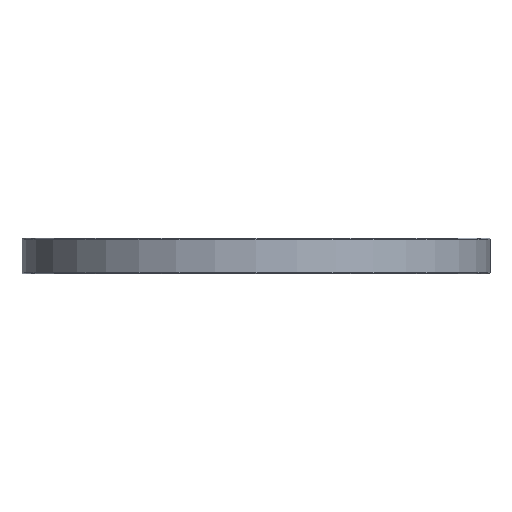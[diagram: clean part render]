
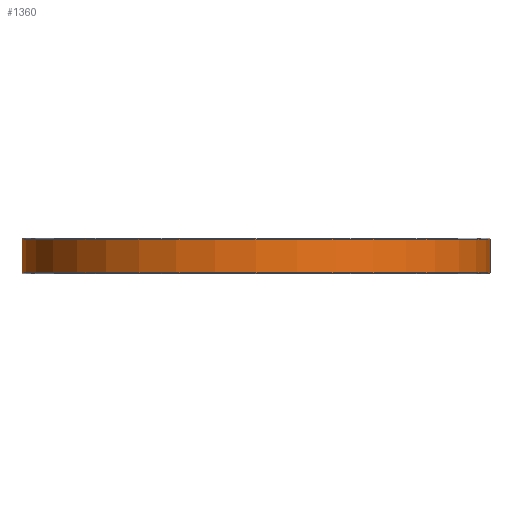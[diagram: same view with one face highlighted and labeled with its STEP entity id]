
A CAD part, front view. The second image highlights one B-rep face of the part: STEP entity #1360.
In plain terms, the highlighted cylindrical face has radius 222.5 mm (diameter 445 mm), a partial arc.
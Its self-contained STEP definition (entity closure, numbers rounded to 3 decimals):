
#57 = CARTESIAN_POINT ( 'NONE',  ( 222.5, 0., 34. ) ) ;
#58 = DIRECTION ( 'NONE',  ( 0., 0., -1. ) ) ;
#221 = DIRECTION ( 'NONE',  ( 1., 0., 0. ) ) ;
#227 = CARTESIAN_POINT ( 'NONE',  ( -222.5, 0., 34. ) ) ;
#288 = CARTESIAN_POINT ( 'NONE',  ( 222.5, 0., 33. ) ) ;
#305 = ORIENTED_EDGE ( 'NONE', *, *, #1138, .F. ) ;
#399 = DIRECTION ( 'NONE',  ( 1., 0., 0. ) ) ;
#469 = CIRCLE ( 'NONE', #1775, 222.5 ) ;
#471 = DIRECTION ( 'NONE',  ( 0., 0., 1. ) ) ;
#582 = CARTESIAN_POINT ( 'NONE',  ( 0., 0., 34. ) ) ;
#589 = EDGE_CURVE ( 'NONE', #1060, #1761, #638, .T. ) ;
#638 = LINE ( 'NONE', #227, #1913 ) ;
#738 = CARTESIAN_POINT ( 'NONE',  ( 222.5, 0., 1. ) ) ;
#864 = EDGE_CURVE ( 'NONE', #1744, #1060, #469, .T. ) ;
#1060 = VERTEX_POINT ( 'NONE', #1459 ) ;
#1063 = LINE ( 'NONE', #57, #2306 ) ;
#1138 = EDGE_CURVE ( 'NONE', #1744, #2460, #1063, .T. ) ;
#1181 = DIRECTION ( 'NONE',  ( 0., 0., -1. ) ) ;
#1191 = DIRECTION ( 'NONE',  ( 0., 0., -1. ) ) ;
#1238 = CIRCLE ( 'NONE', #1447, 222.5 ) ;
#1291 = ORIENTED_EDGE ( 'NONE', *, *, #589, .T. ) ;
#1360 = ADVANCED_FACE ( 'NONE', ( #1415 ), #2168, .T. ) ;
#1386 = ORIENTED_EDGE ( 'NONE', *, *, #2039, .T. ) ;
#1415 = FACE_OUTER_BOUND ( 'NONE', #1526, .T. ) ;
#1447 = AXIS2_PLACEMENT_3D ( 'NONE', #1482, #471, #221 ) ;
#1459 = CARTESIAN_POINT ( 'NONE',  ( -222.5, 0., 33. ) ) ;
#1482 = CARTESIAN_POINT ( 'NONE',  ( 0., 0., 1. ) ) ;
#1526 = EDGE_LOOP ( 'NONE', ( #305, #2321, #1291, #1386 ) ) ;
#1534 = CARTESIAN_POINT ( 'NONE',  ( -222.5, 0., 1. ) ) ;
#1575 = DIRECTION ( 'NONE',  ( -1., 0., 0. ) ) ;
#1744 = VERTEX_POINT ( 'NONE', #288 ) ;
#1761 = VERTEX_POINT ( 'NONE', #1534 ) ;
#1775 = AXIS2_PLACEMENT_3D ( 'NONE', #2591, #1181, #399 ) ;
#1841 = DIRECTION ( 'NONE',  ( 0., 0., -1. ) ) ;
#1913 = VECTOR ( 'NONE', #58, 1000. ) ;
#2039 = EDGE_CURVE ( 'NONE', #1761, #2460, #1238, .T. ) ;
#2168 = CYLINDRICAL_SURFACE ( 'NONE', #2556, 222.5 ) ;
#2306 = VECTOR ( 'NONE', #1841, 1000. ) ;
#2321 = ORIENTED_EDGE ( 'NONE', *, *, #864, .T. ) ;
#2460 = VERTEX_POINT ( 'NONE', #738 ) ;
#2556 = AXIS2_PLACEMENT_3D ( 'NONE', #582, #1191, #1575 ) ;
#2591 = CARTESIAN_POINT ( 'NONE',  ( 0., 0., 33. ) ) ;
